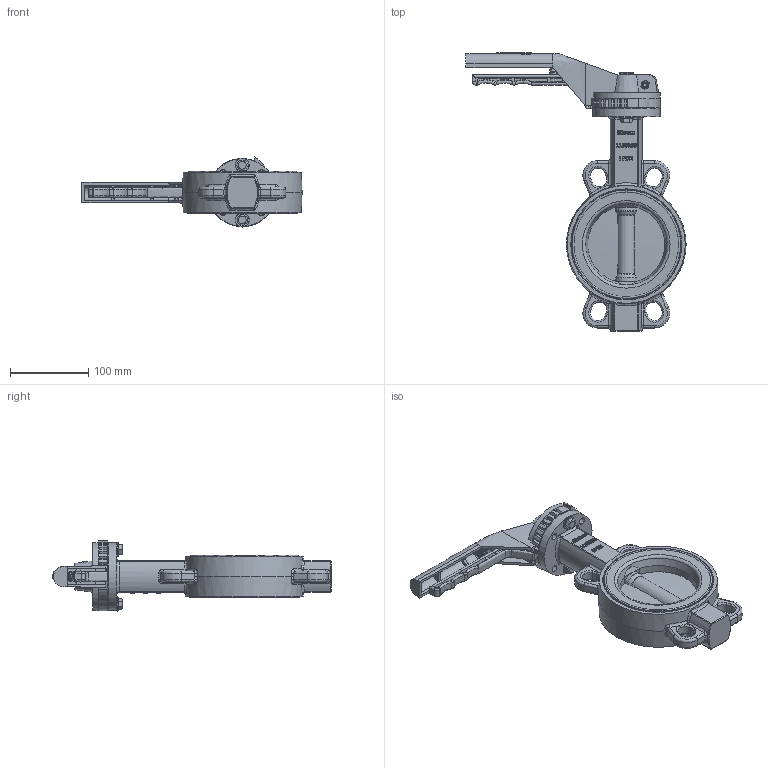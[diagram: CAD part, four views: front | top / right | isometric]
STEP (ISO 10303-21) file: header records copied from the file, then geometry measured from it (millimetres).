
FILE_DESCRIPTION(/* description */ ('1150100'),/* implementation_level */ '2;1');
FILE_NAME(/* name */ '1150100.stp',/* time_stamp */ '2016-07-01T15:08:26+02:00',/* author */ ('jmorand'),/* organization */ ('Sferaco'),/* preprocessor_version */ 'ST-DEVELOPER v16.1',/* originating_system */ 'Autodesk Inventor 2016',/* authorisation */ '');
FILE_SCHEMA (('AUTOMOTIVE_DESIGN { 1 0 10303 214 3 1 1 }'));
Products named in the file (20): CW100; ELAS100; M100; EJE100CDO_STANDARD; ARAN80-100; ARSEG150_Predeterminar; BRIDA 88 DN32-100 (760-1443-050-A3-B)___; TORN_EXAG_DIN_933 M8 LONG25_M8; ARM6933_Predeterminar; JT100; JT100 SUPERIOR; MP DN32-100___; GATILLO MP DN32-100___; MUELLEMPPQÑO_Predeterminar; M6-DIN933-27_Predeterminar; TM6933 M6_Predeterminar; CHAPAMP32100; TAPON; MANDO PALANCA DN30-100; 1150100
Assembly tree (21 placements, depth 3):
  1150100
    CW100
    ELAS100
    M100
    EJE100CDO_STANDARD
    ARAN80-100
    ARSEG150_Predeterminar
    BRIDA 88 DN32-100 (760-1443-050-A3-B)___
    TORN_EXAG_DIN_933 M8 LONG25_M8  x2
    ARM6933_Predeterminar  x2
    JT100
    JT100 SUPERIOR
    MANDO PALANCA DN30-100
      MP DN32-100___
      GATILLO MP DN32-100___
      MUELLEMPPQÑO_Predeterminar
      M6-DIN933-27_Predeterminar
      TM6933 M6_Predeterminar
      CHAPAMP32100
      TAPON
Bounding box: 281.5 x 356 x 89.53 mm (x, y, z)
Volume: 1064081.6 mm3; surface area: 323706 mm2
Topology: 20 solids, 22 shells, 2146 faces, 5556 edges, 3523 vertices
Faces by surface type: plane 916, cylinder 462, bspline 426, torus 218, cone 108, sphere 16
Full cylindrical faces by diameter (mm): 4.7 x2, 6 x4, 6.2 x5, 6.6 x2, 7 x4, 7.4 x1, 8 x3, 8.5 x4, 9 x6, 10 x2, 10.2 x4, 13 x2, 13.1 x2, 14.8 x1, 15.3 x1, 15.5 x1, 15.75 x1, 16 x4, 16.028 x1, 17 x3, 17.2 x1, 17.5 x1, 17.999 x1, 18 x3, 18.5 x1, 24 x1, 30 x1, 55 x1, 86.3 x1, 112 x2
Entity records: 76182 total; most frequent: CARTESIAN_POINT 26826, ORIENTED_EDGE 10636, DIRECTION 9257, EDGE_CURVE 5318, VERTEX_POINT 3453, AXIS2_PLACEMENT_3D 3270, LINE 2717, VECTOR 2717
